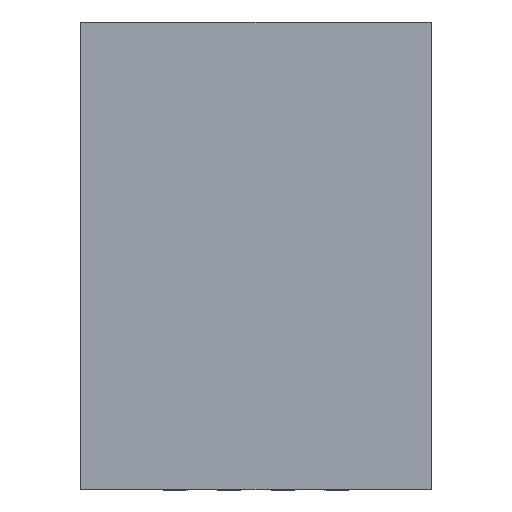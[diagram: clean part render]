
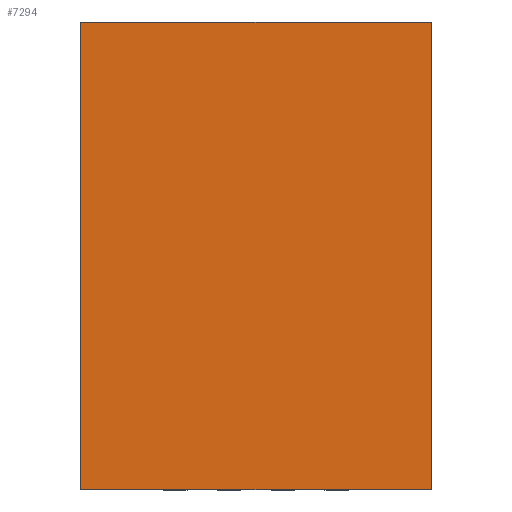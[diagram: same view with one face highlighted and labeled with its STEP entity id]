
A CAD part, top view. The second image highlights one B-rep face of the part: STEP entity #7294.
In plain terms, the highlighted face is planar.
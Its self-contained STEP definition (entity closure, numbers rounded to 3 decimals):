
#5561=DIRECTION('',(1.,0.,0.));
#5562=VECTOR('',#5561,3.);
#5563=CARTESIAN_POINT('',(-1.5,0.975,2.));
#5564=LINE('',#5563,#5562);
#5568=DIRECTION('',(0.,0.,1.));
#5569=VECTOR('',#5568,4.);
#5570=CARTESIAN_POINT('',(-1.5,0.975,-2.));
#5571=LINE('',#5570,#5569);
#5575=DIRECTION('',(-1.,0.,0.));
#5576=VECTOR('',#5575,3.);
#5577=CARTESIAN_POINT('',(1.5,0.975,-2.));
#5578=LINE('',#5577,#5576);
#5582=DIRECTION('',(0.,0.,-1.));
#5583=VECTOR('',#5582,4.);
#5584=CARTESIAN_POINT('',(1.5,0.975,2.));
#5585=LINE('',#5584,#5583);
#6253=CARTESIAN_POINT('',(-1.5,0.975,2.));
#6254=CARTESIAN_POINT('',(1.5,0.975,2.));
#6255=VERTEX_POINT('',#6253);
#6256=VERTEX_POINT('',#6254);
#6257=CARTESIAN_POINT('',(1.5,0.975,-2.));
#6258=VERTEX_POINT('',#6257);
#6259=CARTESIAN_POINT('',(-1.5,0.975,-2.));
#6260=VERTEX_POINT('',#6259);
#7282=CARTESIAN_POINT('',(0.,0.975,0.));
#7283=DIRECTION('',(0.,1.,0.));
#7284=DIRECTION('',(1.,0.,0.));
#7285=AXIS2_PLACEMENT_3D('',#7282,#7283,#7284);
#7286=PLANE('',#7285);
#7287=ORIENTED_EDGE('',*,*,#7122,.F.);
#7288=ORIENTED_EDGE('',*,*,#6911,.F.);
#7289=ORIENTED_EDGE('',*,*,#6984,.F.);
#7291=ORIENTED_EDGE('',*,*,#7290,.F.);
#7292=EDGE_LOOP('',(#7287,#7288,#7289,#7291));
#7293=FACE_OUTER_BOUND('',#7292,.F.);
#6911=EDGE_CURVE('',#6260,#6255,#5571,.T.);
#6984=EDGE_CURVE('',#6258,#6260,#5578,.T.);
#7122=EDGE_CURVE('',#6255,#6256,#5564,.T.);
#7290=EDGE_CURVE('',#6256,#6258,#5585,.T.);
#7294=ADVANCED_FACE('',(#7293),#7286,.T.);
